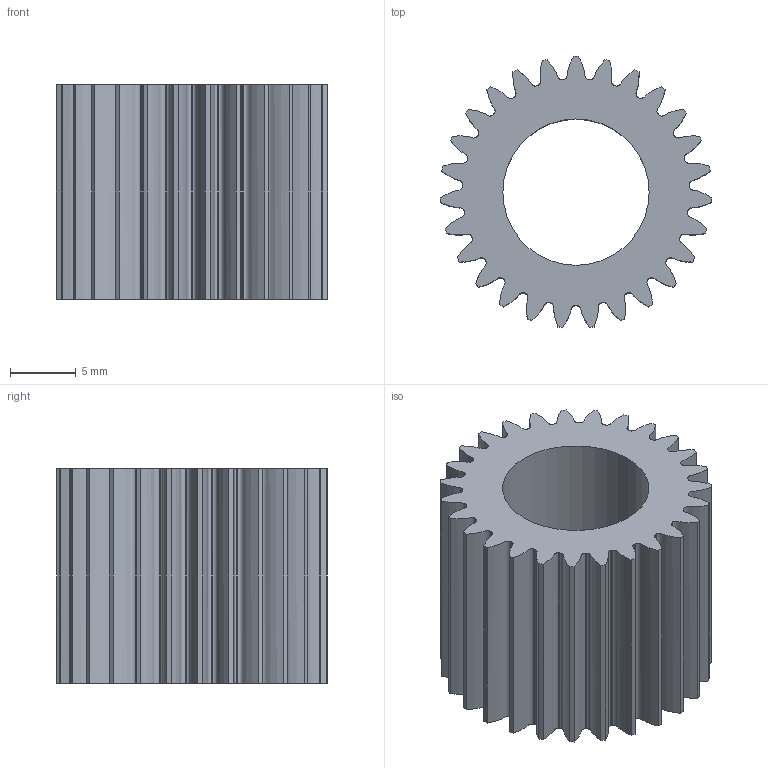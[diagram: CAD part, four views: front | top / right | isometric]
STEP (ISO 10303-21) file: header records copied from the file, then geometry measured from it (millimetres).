
FILE_DESCRIPTION(/* description */ ('STEP AP203'),/* implementation_level */ '2;1');
FILE_NAME(/* name */ 'SUN-37',/* time_stamp */ '2024-08-02T12:19:11-04:00',/* author */ (' '),/* organization */ (' '),/* preprocessor_version */ 'ST-DEVELOPER v19.3',/* originating_system */ ' ',/* authorisation */ ' ');
FILE_SCHEMA (('CONFIG_CONTROL_DESIGN'));
Length unit declared in the file: metre
Products named in the file (1): id2
Bounding box: 20.57 x 20.54 x 16.3 mm (x, y, z)
Volume: 2983.5 mm3; surface area: 2883.7 mm2
Topology: 1 solids, 1 shells, 138 faces, 408 edges, 272 vertices
Faces by surface type: plane 56, bspline 54, cylinder 28
Full cylindrical faces by diameter (mm): 11.1 x1
Entity records: 6532 total; most frequent: CARTESIAN_POINT 3140, ORIENTED_EDGE 814, DIRECTION 525, EDGE_CURVE 407, VERTEX_POINT 272, LINE 243, VECTOR 243, EDGE_LOOP 141
